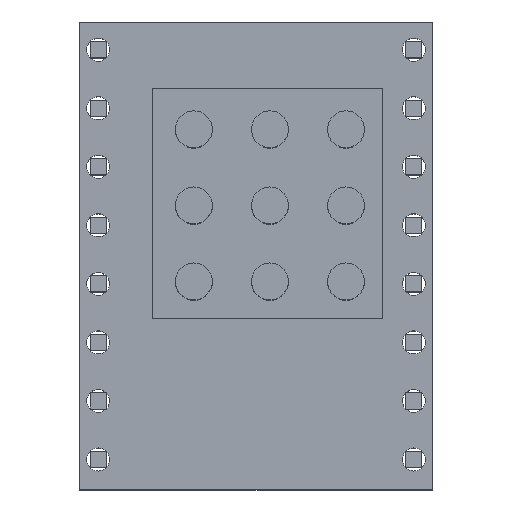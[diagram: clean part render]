
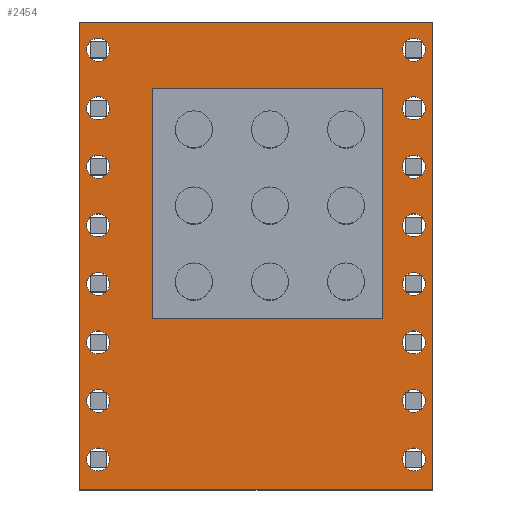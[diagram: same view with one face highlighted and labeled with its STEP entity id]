
A CAD part, top view. The second image highlights one B-rep face of the part: STEP entity #2454.
In plain terms, the highlighted planar face has unit normal (0, 0, 1).
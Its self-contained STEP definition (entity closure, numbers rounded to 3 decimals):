
#90=FACE_BOUND('',#601,.T.);
#91=FACE_BOUND('',#602,.T.);
#92=FACE_BOUND('',#603,.T.);
#93=FACE_BOUND('',#604,.T.);
#94=FACE_BOUND('',#605,.T.);
#95=FACE_BOUND('',#606,.T.);
#96=FACE_BOUND('',#607,.T.);
#97=FACE_BOUND('',#608,.T.);
#98=FACE_BOUND('',#609,.T.);
#99=FACE_BOUND('',#610,.T.);
#100=FACE_BOUND('',#611,.T.);
#101=FACE_BOUND('',#612,.T.);
#102=FACE_BOUND('',#613,.T.);
#103=FACE_BOUND('',#614,.T.);
#104=FACE_BOUND('',#615,.T.);
#105=FACE_BOUND('',#616,.T.);
#106=FACE_BOUND('',#617,.T.);
#141=CIRCLE('',#2639,0.5);
#142=CIRCLE('',#2641,0.5);
#143=CIRCLE('',#2643,0.5);
#144=CIRCLE('',#2645,0.5);
#145=CIRCLE('',#2647,0.5);
#146=CIRCLE('',#2649,0.5);
#147=CIRCLE('',#2651,0.5);
#148=CIRCLE('',#2653,0.5);
#149=CIRCLE('',#2655,0.5);
#150=CIRCLE('',#2657,0.5);
#151=CIRCLE('',#2659,0.5);
#152=CIRCLE('',#2661,0.5);
#153=CIRCLE('',#2663,0.5);
#154=CIRCLE('',#2665,0.5);
#155=CIRCLE('',#2667,0.5);
#156=CIRCLE('',#2669,0.5);
#397=FACE_OUTER_BOUND('',#600,.T.);
#600=EDGE_LOOP('',(#2118,#2119,#2120,#2121));
#601=EDGE_LOOP('',(#2122,#2123,#2124,#2125));
#602=EDGE_LOOP('',(#2126));
#603=EDGE_LOOP('',(#2127));
#604=EDGE_LOOP('',(#2128));
#605=EDGE_LOOP('',(#2129));
#606=EDGE_LOOP('',(#2130));
#607=EDGE_LOOP('',(#2131));
#608=EDGE_LOOP('',(#2132));
#609=EDGE_LOOP('',(#2133));
#610=EDGE_LOOP('',(#2134));
#611=EDGE_LOOP('',(#2135));
#612=EDGE_LOOP('',(#2136));
#613=EDGE_LOOP('',(#2137));
#614=EDGE_LOOP('',(#2138));
#615=EDGE_LOOP('',(#2139));
#616=EDGE_LOOP('',(#2140));
#617=EDGE_LOOP('',(#2141));
#815=LINE('',#3750,#1055);
#817=LINE('',#3809,#1057);
#821=LINE('',#3817,#1061);
#824=LINE('',#3823,#1064);
#827=LINE('',#3828,#1067);
#842=LINE('',#3923,#1082);
#844=LINE('',#3926,#1084);
#845=LINE('',#3928,#1085);
#1055=VECTOR('',#3069,20.3);
#1057=VECTOR('',#3145,10.);
#1061=VECTOR('',#3151,10.);
#1064=VECTOR('',#3156,10.);
#1067=VECTOR('',#3161,10.);
#1082=VECTOR('',#3272,20.3);
#1084=VECTOR('',#3276,15.3);
#1085=VECTOR('',#3279,15.3);
#1244=VERTEX_POINT('',#3747);
#1245=VERTEX_POINT('',#3749);
#1264=VERTEX_POINT('',#3807);
#1265=VERTEX_POINT('',#3808);
#1268=VERTEX_POINT('',#3816);
#1270=VERTEX_POINT('',#3822);
#1286=VERTEX_POINT('',#3872);
#1287=VERTEX_POINT('',#3875);
#1288=VERTEX_POINT('',#3878);
#1289=VERTEX_POINT('',#3881);
#1290=VERTEX_POINT('',#3884);
#1291=VERTEX_POINT('',#3887);
#1292=VERTEX_POINT('',#3890);
#1293=VERTEX_POINT('',#3893);
#1294=VERTEX_POINT('',#3896);
#1295=VERTEX_POINT('',#3899);
#1296=VERTEX_POINT('',#3902);
#1297=VERTEX_POINT('',#3905);
#1298=VERTEX_POINT('',#3908);
#1299=VERTEX_POINT('',#3911);
#1300=VERTEX_POINT('',#3914);
#1301=VERTEX_POINT('',#3917);
#1302=VERTEX_POINT('',#3920);
#1303=VERTEX_POINT('',#3922);
#1513=EDGE_CURVE('',#1245,#1244,#815,.T.);
#1533=EDGE_CURVE('',#1264,#1265,#817,.T.);
#1537=EDGE_CURVE('',#1265,#1268,#821,.T.);
#1540=EDGE_CURVE('',#1268,#1270,#824,.T.);
#1543=EDGE_CURVE('',#1270,#1264,#827,.T.);
#1565=EDGE_CURVE('',#1286,#1286,#141,.T.);
#1566=EDGE_CURVE('',#1287,#1287,#142,.T.);
#1567=EDGE_CURVE('',#1288,#1288,#143,.T.);
#1568=EDGE_CURVE('',#1289,#1289,#144,.T.);
#1569=EDGE_CURVE('',#1290,#1290,#145,.T.);
#1570=EDGE_CURVE('',#1291,#1291,#146,.T.);
#1571=EDGE_CURVE('',#1292,#1292,#147,.T.);
#1572=EDGE_CURVE('',#1293,#1293,#148,.T.);
#1573=EDGE_CURVE('',#1294,#1294,#149,.T.);
#1574=EDGE_CURVE('',#1295,#1295,#150,.T.);
#1575=EDGE_CURVE('',#1296,#1296,#151,.T.);
#1576=EDGE_CURVE('',#1297,#1297,#152,.T.);
#1577=EDGE_CURVE('',#1298,#1298,#153,.T.);
#1578=EDGE_CURVE('',#1299,#1299,#154,.T.);
#1579=EDGE_CURVE('',#1300,#1300,#155,.T.);
#1580=EDGE_CURVE('',#1301,#1301,#156,.T.);
#1582=EDGE_CURVE('',#1303,#1302,#842,.T.);
#1584=EDGE_CURVE('',#1244,#1303,#844,.T.);
#1585=EDGE_CURVE('',#1302,#1245,#845,.T.);
#2118=ORIENTED_EDGE('',*,*,#1585,.T.);
#2119=ORIENTED_EDGE('',*,*,#1513,.T.);
#2120=ORIENTED_EDGE('',*,*,#1584,.T.);
#2121=ORIENTED_EDGE('',*,*,#1582,.T.);
#2122=ORIENTED_EDGE('',*,*,#1533,.T.);
#2123=ORIENTED_EDGE('',*,*,#1537,.T.);
#2124=ORIENTED_EDGE('',*,*,#1540,.T.);
#2125=ORIENTED_EDGE('',*,*,#1543,.T.);
#2126=ORIENTED_EDGE('',*,*,#1565,.T.);
#2127=ORIENTED_EDGE('',*,*,#1566,.T.);
#2128=ORIENTED_EDGE('',*,*,#1567,.T.);
#2129=ORIENTED_EDGE('',*,*,#1568,.T.);
#2130=ORIENTED_EDGE('',*,*,#1569,.T.);
#2131=ORIENTED_EDGE('',*,*,#1570,.T.);
#2132=ORIENTED_EDGE('',*,*,#1571,.T.);
#2133=ORIENTED_EDGE('',*,*,#1572,.T.);
#2134=ORIENTED_EDGE('',*,*,#1573,.T.);
#2135=ORIENTED_EDGE('',*,*,#1574,.T.);
#2136=ORIENTED_EDGE('',*,*,#1575,.T.);
#2137=ORIENTED_EDGE('',*,*,#1576,.T.);
#2138=ORIENTED_EDGE('',*,*,#1577,.T.);
#2139=ORIENTED_EDGE('',*,*,#1578,.T.);
#2140=ORIENTED_EDGE('',*,*,#1579,.T.);
#2141=ORIENTED_EDGE('',*,*,#1580,.T.);
#2303=PLANE('',#2673);
#2454=ADVANCED_FACE('',(#397,#90,#91,#92,#93,#94,#95,#96,#97,#98,#99,#100,
#101,#102,#103,#104,#105,#106),#2303,.T.);
#2639=AXIS2_PLACEMENT_3D('',#3873,#3207,#3208);
#2641=AXIS2_PLACEMENT_3D('',#3876,#3211,#3212);
#2643=AXIS2_PLACEMENT_3D('',#3879,#3215,#3216);
#2645=AXIS2_PLACEMENT_3D('',#3882,#3219,#3220);
#2647=AXIS2_PLACEMENT_3D('',#3885,#3223,#3224);
#2649=AXIS2_PLACEMENT_3D('',#3888,#3227,#3228);
#2651=AXIS2_PLACEMENT_3D('',#3891,#3231,#3232);
#2653=AXIS2_PLACEMENT_3D('',#3894,#3235,#3236);
#2655=AXIS2_PLACEMENT_3D('',#3897,#3239,#3240);
#2657=AXIS2_PLACEMENT_3D('',#3900,#3243,#3244);
#2659=AXIS2_PLACEMENT_3D('',#3903,#3247,#3248);
#2661=AXIS2_PLACEMENT_3D('',#3906,#3251,#3252);
#2663=AXIS2_PLACEMENT_3D('',#3909,#3255,#3256);
#2665=AXIS2_PLACEMENT_3D('',#3912,#3259,#3260);
#2667=AXIS2_PLACEMENT_3D('',#3915,#3263,#3264);
#2669=AXIS2_PLACEMENT_3D('',#3918,#3267,#3268);
#2673=AXIS2_PLACEMENT_3D('',#3929,#3280,#3281);
#3069=DIRECTION('',(0.,-1.,0.));
#3145=DIRECTION('',(0.,1.,0.));
#3151=DIRECTION('',(1.,0.,0.));
#3156=DIRECTION('',(0.,-1.,0.));
#3161=DIRECTION('',(-1.,0.,0.));
#3207=DIRECTION('center_axis',(0.,0.,-1.));
#3208=DIRECTION('ref_axis',(1.,0.,0.));
#3211=DIRECTION('center_axis',(0.,0.,-1.));
#3212=DIRECTION('ref_axis',(1.,0.,0.));
#3215=DIRECTION('center_axis',(0.,0.,-1.));
#3216=DIRECTION('ref_axis',(1.,0.,0.));
#3219=DIRECTION('center_axis',(0.,0.,-1.));
#3220=DIRECTION('ref_axis',(1.,0.,0.));
#3223=DIRECTION('center_axis',(0.,0.,-1.));
#3224=DIRECTION('ref_axis',(1.,0.,0.));
#3227=DIRECTION('center_axis',(0.,0.,-1.));
#3228=DIRECTION('ref_axis',(1.,0.,0.));
#3231=DIRECTION('center_axis',(0.,0.,-1.));
#3232=DIRECTION('ref_axis',(1.,0.,0.));
#3235=DIRECTION('center_axis',(0.,0.,-1.));
#3236=DIRECTION('ref_axis',(1.,0.,0.));
#3239=DIRECTION('center_axis',(0.,0.,-1.));
#3240=DIRECTION('ref_axis',(-1.,0.,0.));
#3243=DIRECTION('center_axis',(0.,0.,-1.));
#3244=DIRECTION('ref_axis',(-1.,0.,0.));
#3247=DIRECTION('center_axis',(0.,0.,-1.));
#3248=DIRECTION('ref_axis',(-1.,0.,0.));
#3251=DIRECTION('center_axis',(0.,0.,-1.));
#3252=DIRECTION('ref_axis',(-1.,0.,0.));
#3255=DIRECTION('center_axis',(0.,0.,-1.));
#3256=DIRECTION('ref_axis',(-1.,0.,0.));
#3259=DIRECTION('center_axis',(0.,0.,-1.));
#3260=DIRECTION('ref_axis',(-1.,0.,0.));
#3263=DIRECTION('center_axis',(0.,0.,-1.));
#3264=DIRECTION('ref_axis',(-1.,0.,0.));
#3267=DIRECTION('center_axis',(0.,0.,-1.));
#3268=DIRECTION('ref_axis',(-1.,0.,0.));
#3272=DIRECTION('',(0.,1.,0.));
#3276=DIRECTION('',(1.,0.,0.));
#3279=DIRECTION('',(-1.,0.,0.));
#3280=DIRECTION('center_axis',(0.,0.,1.));
#3281=DIRECTION('ref_axis',(1.,0.,0.));
#3747=CARTESIAN_POINT('',(-7.65,-10.15,1.6));
#3749=CARTESIAN_POINT('',(-7.65,10.15,1.6));
#3750=CARTESIAN_POINT('',(-7.65,-10.15,1.6));
#3807=CARTESIAN_POINT('',(-4.496,-2.727,1.6));
#3808=CARTESIAN_POINT('',(-4.496,7.273,1.6));
#3809=CARTESIAN_POINT('',(-4.496,3.636,1.6));
#3816=CARTESIAN_POINT('',(5.504,7.273,1.6));
#3817=CARTESIAN_POINT('',(2.752,7.273,1.6));
#3822=CARTESIAN_POINT('',(5.504,-2.727,1.6));
#3823=CARTESIAN_POINT('',(5.504,-1.364,1.6));
#3828=CARTESIAN_POINT('',(-2.248,-2.727,1.6));
#3872=CARTESIAN_POINT('',(6.35,-8.83,1.6));
#3873=CARTESIAN_POINT('Origin',(6.85,-8.83,1.6));
#3875=CARTESIAN_POINT('',(6.35,-6.29,1.6));
#3876=CARTESIAN_POINT('Origin',(6.85,-6.29,1.6));
#3878=CARTESIAN_POINT('',(6.35,-3.75,1.6));
#3879=CARTESIAN_POINT('Origin',(6.85,-3.75,1.6));
#3881=CARTESIAN_POINT('',(6.35,-1.21,1.6));
#3882=CARTESIAN_POINT('Origin',(6.85,-1.21,1.6));
#3884=CARTESIAN_POINT('',(6.35,1.33,1.6));
#3885=CARTESIAN_POINT('Origin',(6.85,1.33,1.6));
#3887=CARTESIAN_POINT('',(6.35,3.87,1.6));
#3888=CARTESIAN_POINT('Origin',(6.85,3.87,1.6));
#3890=CARTESIAN_POINT('',(6.35,6.41,1.6));
#3891=CARTESIAN_POINT('Origin',(6.85,6.41,1.6));
#3893=CARTESIAN_POINT('',(6.35,8.95,1.6));
#3894=CARTESIAN_POINT('Origin',(6.85,8.95,1.6));
#3896=CARTESIAN_POINT('',(-6.35,-8.83,1.6));
#3897=CARTESIAN_POINT('Origin',(-6.85,-8.83,1.6));
#3899=CARTESIAN_POINT('',(-6.35,-6.29,1.6));
#3900=CARTESIAN_POINT('Origin',(-6.85,-6.29,1.6));
#3902=CARTESIAN_POINT('',(-6.35,-3.75,1.6));
#3903=CARTESIAN_POINT('Origin',(-6.85,-3.75,1.6));
#3905=CARTESIAN_POINT('',(-6.35,-1.21,1.6));
#3906=CARTESIAN_POINT('Origin',(-6.85,-1.21,1.6));
#3908=CARTESIAN_POINT('',(-6.35,1.33,1.6));
#3909=CARTESIAN_POINT('Origin',(-6.85,1.33,1.6));
#3911=CARTESIAN_POINT('',(-6.35,3.87,1.6));
#3912=CARTESIAN_POINT('Origin',(-6.85,3.87,1.6));
#3914=CARTESIAN_POINT('',(-6.35,6.41,1.6));
#3915=CARTESIAN_POINT('Origin',(-6.85,6.41,1.6));
#3917=CARTESIAN_POINT('',(-6.35,8.95,1.6));
#3918=CARTESIAN_POINT('Origin',(-6.85,8.95,1.6));
#3920=CARTESIAN_POINT('',(7.65,10.15,1.6));
#3922=CARTESIAN_POINT('',(7.65,-10.15,1.6));
#3923=CARTESIAN_POINT('',(7.65,10.15,1.6));
#3926=CARTESIAN_POINT('',(7.65,-10.15,1.6));
#3928=CARTESIAN_POINT('',(-7.65,10.15,1.6));
#3929=CARTESIAN_POINT('Origin',(0.,0.,1.6));
